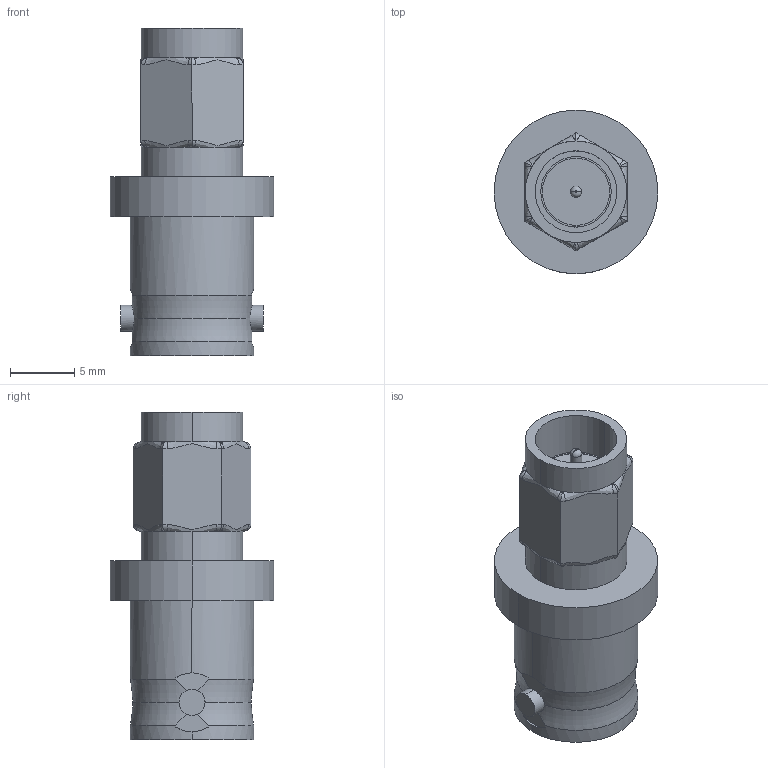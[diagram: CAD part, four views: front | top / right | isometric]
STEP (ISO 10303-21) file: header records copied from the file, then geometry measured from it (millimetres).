
FILE_DESCRIPTION (( 'STEP AP214' ), '1' );
FILE_NAME ('BA29_3D.step', '2025-05-30T17:01:15', ( '' ), ( '' ), 'SwSTEP 2.0', 'SolidWorks 2022', '' );
FILE_SCHEMA (( 'AUTOMOTIVE_DESIGN' ));
Length unit declared in the file: inch
Products named in the file (3): BA29_3D; BA29-MA1; BA29-MA2
Assembly tree (2 placements, depth 2):
  BA29_3D
    BA29-MA1
    BA29-MA2
Bounding box: 12.7 x 12.7 x 25.4 mm (x, y, z)
Volume: 1183.3 mm3; surface area: 1821.3 mm2
Topology: 2 solids, 2 shells, 132 faces, 304 edges, 184 vertices
Faces by surface type: cylinder 62, plane 42, torus 16, bspline 12
Entity records: 5100 total; most frequent: CARTESIAN_POINT 1735, DIRECTION 624, ORIENTED_EDGE 608, EDGE_CURVE 304, AXIS2_PLACEMENT_3D 257, VERTEX_POINT 184, EDGE_LOOP 140, ADVANCED_FACE 132
